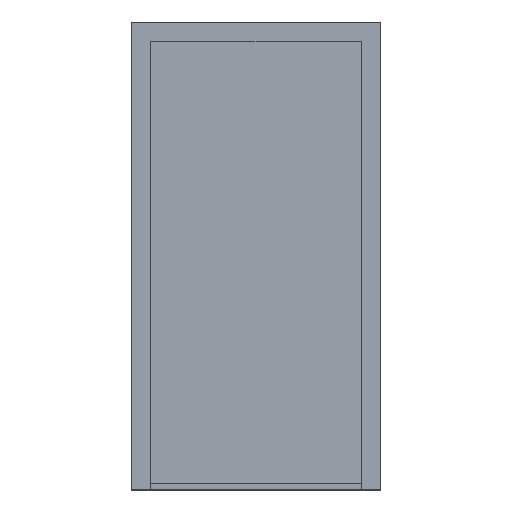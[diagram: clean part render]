
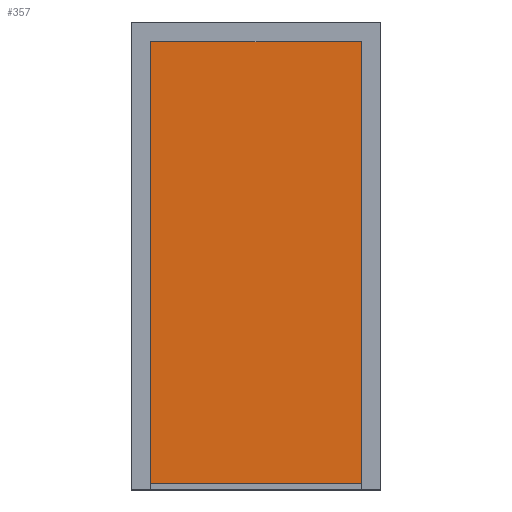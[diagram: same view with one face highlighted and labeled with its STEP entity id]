
A CAD part, top view. The second image highlights one B-rep face of the part: STEP entity #357.
In plain terms, the highlighted planar face has unit normal (0, 0, 1).
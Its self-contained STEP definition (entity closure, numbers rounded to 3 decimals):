
#31=FACE_OUTER_BOUND('',#49,.T.);
#49=EDGE_LOOP('',(#315,#316,#317,#318));
#76=LINE('',#531,#124);
#84=LINE('',#545,#132);
#91=LINE('',#560,#139);
#93=LINE('',#563,#141);
#124=VECTOR('',#430,10.);
#132=VECTOR('',#442,10.);
#139=VECTOR('',#457,10.);
#141=VECTOR('',#461,10.);
#167=VERTEX_POINT('',#529);
#168=VERTEX_POINT('',#530);
#172=VERTEX_POINT('',#543);
#176=VERTEX_POINT('',#559);
#204=EDGE_CURVE('',#167,#168,#76,.T.);
#212=EDGE_CURVE('',#168,#172,#84,.T.);
#219=EDGE_CURVE('',#172,#176,#91,.T.);
#221=EDGE_CURVE('',#176,#167,#93,.T.);
#315=ORIENTED_EDGE('',*,*,#204,.T.);
#316=ORIENTED_EDGE('',*,*,#212,.T.);
#317=ORIENTED_EDGE('',*,*,#219,.T.);
#318=ORIENTED_EDGE('',*,*,#221,.T.);
#339=PLANE('',#389);
#357=ADVANCED_FACE('',(#31),#339,.T.);
#389=AXIS2_PLACEMENT_3D('',#574,#473,#474);
#430=DIRECTION('',(1.,0.,0.));
#442=DIRECTION('',(0.,1.,0.));
#457=DIRECTION('',(-1.,0.,0.));
#461=DIRECTION('',(0.,-1.,0.));
#473=DIRECTION('center_axis',(0.,0.,1.));
#474=DIRECTION('ref_axis',(1.,0.,0.));
#529=CARTESIAN_POINT('',(2.5,1.5,0.));
#530=CARTESIAN_POINT('',(60.5,1.5,0.));
#531=CARTESIAN_POINT('',(46.,1.5,0.));
#543=CARTESIAN_POINT('',(60.5,115.5,0.));
#545=CARTESIAN_POINT('',(60.5,87.25,0.));
#559=CARTESIAN_POINT('',(2.5,115.5,0.));
#560=CARTESIAN_POINT('',(17.,115.5,0.));
#563=CARTESIAN_POINT('',(2.5,30.75,0.));
#574=CARTESIAN_POINT('Origin',(31.5,59.,0.));
